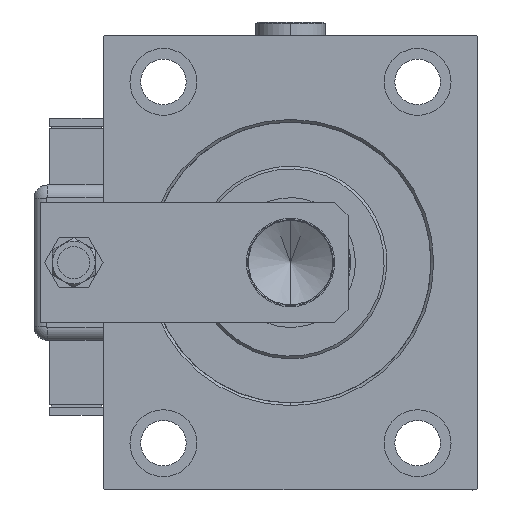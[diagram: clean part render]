
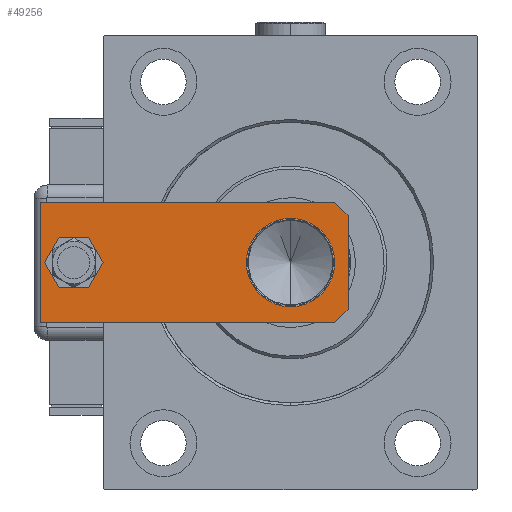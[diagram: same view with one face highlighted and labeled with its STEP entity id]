
A CAD part, left-side view. The second image highlights one B-rep face of the part: STEP entity #49256.
In plain terms, the highlighted face is planar.
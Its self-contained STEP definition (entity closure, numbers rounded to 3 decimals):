
#813 = DIRECTION ( 'NONE',  ( -0.707, -0.707, 0. ) ) ;
#1962 = CARTESIAN_POINT ( 'NONE',  ( 17.5, 0., 0. ) ) ;
#2810 = DIRECTION ( 'NONE',  ( 0., 0., 1. ) ) ;
#2986 = DIRECTION ( 'NONE',  ( 0., 0., 1. ) ) ;
#3427 = PLANE ( 'NONE',  #19779 ) ;
#3458 = EDGE_LOOP ( 'NONE', ( #31419, #38322 ) ) ;
#3872 = DIRECTION ( 'NONE',  ( 0., 0., 1. ) ) ;
#4584 = DIRECTION ( 'NONE',  ( 1., 0., 0. ) ) ;
#4642 = VERTEX_POINT ( 'NONE', #30918 ) ;
#4930 = VERTEX_POINT ( 'NONE', #33959 ) ;
#6257 = VECTOR ( 'NONE', #25891, 1000. ) ;
#6689 = LINE ( 'NONE', #25521, #11966 ) ;
#9219 = FACE_OUTER_BOUND ( 'NONE', #13256, .T. ) ;
#10761 = VERTEX_POINT ( 'NONE', #41840 ) ;
#11647 = CARTESIAN_POINT ( 'NONE',  ( 22.5, 115., 0. ) ) ;
#11652 = AXIS2_PLACEMENT_3D ( 'NONE', #36876, #13396, #32230 ) ;
#11777 = CARTESIAN_POINT ( 'NONE',  ( 0., 102.5, 0. ) ) ;
#11966 = VECTOR ( 'NONE', #54244, 1000. ) ;
#12268 = DIRECTION ( 'NONE',  ( 1., 0., 0. ) ) ;
#13256 = EDGE_LOOP ( 'NONE', ( #52979, #24895, #60477, #22771, #28359, #15575 ) ) ;
#13396 = DIRECTION ( 'NONE',  ( 0., 0., 1. ) ) ;
#14454 = DIRECTION ( 'NONE',  ( 0., 0., 1. ) ) ;
#15048 = FACE_BOUND ( 'NONE', #3458, .T. ) ;
#15527 = CARTESIAN_POINT ( 'NONE',  ( -17.5, 0., 0. ) ) ;
#15575 = ORIENTED_EDGE ( 'NONE', *, *, #24348, .T. ) ;
#15705 = CARTESIAN_POINT ( 'NONE',  ( -22.5, 115., 0. ) ) ;
#16218 = CARTESIAN_POINT ( 'NONE',  ( -16.5, 21.5, 0. ) ) ;
#17609 = CIRCLE ( 'NONE', #11652, 7. ) ;
#18175 = CARTESIAN_POINT ( 'NONE',  ( 16.5, 21.5, 0. ) ) ;
#18685 = VERTEX_POINT ( 'NONE', #23101 ) ;
#18795 = FACE_BOUND ( 'NONE', #30640, .T. ) ;
#19574 = EDGE_CURVE ( 'NONE', #40571, #39140, #6689, .T. ) ;
#19779 = AXIS2_PLACEMENT_3D ( 'NONE', #28061, #14454, #4584 ) ;
#19846 = VERTEX_POINT ( 'NONE', #1962 ) ;
#21421 = AXIS2_PLACEMENT_3D ( 'NONE', #45581, #3872, #32585 ) ;
#21486 = EDGE_CURVE ( 'NONE', #4642, #10761, #35741, .T. ) ;
#22771 = ORIENTED_EDGE ( 'NONE', *, *, #19574, .F. ) ;
#23101 = CARTESIAN_POINT ( 'NONE',  ( 22.5, 5., 0. ) ) ;
#24196 = CARTESIAN_POINT ( 'NONE',  ( -22.5, 115., 0. ) ) ;
#24348 = EDGE_CURVE ( 'NONE', #18685, #19846, #27714, .T. ) ;
#24895 = ORIENTED_EDGE ( 'NONE', *, *, #46169, .T. ) ;
#24966 = EDGE_CURVE ( 'NONE', #39140, #4930, #39189, .T. ) ;
#24975 = LINE ( 'NONE', #42928, #29938 ) ;
#25137 = ORIENTED_EDGE ( 'NONE', *, *, #21486, .T. ) ;
#25521 = CARTESIAN_POINT ( 'NONE',  ( 22.5, 115., 0. ) ) ;
#25859 = CARTESIAN_POINT ( 'NONE',  ( 0., 21.5, 0. ) ) ;
#25891 = DIRECTION ( 'NONE',  ( 0., -1., 0. ) ) ;
#26017 = LINE ( 'NONE', #15527, #60072 ) ;
#26401 = VECTOR ( 'NONE', #45977, 1000. ) ;
#27714 = LINE ( 'NONE', #46868, #45671 ) ;
#28061 = CARTESIAN_POINT ( 'NONE',  ( 0., 0., 0. ) ) ;
#28359 = ORIENTED_EDGE ( 'NONE', *, *, #38649, .F. ) ;
#29657 = AXIS2_PLACEMENT_3D ( 'NONE', #25859, #2986, #12268 ) ;
#29938 = VECTOR ( 'NONE', #34242, 1000. ) ;
#29951 = VERTEX_POINT ( 'NONE', #40477 ) ;
#30640 = EDGE_LOOP ( 'NONE', ( #47795, #25137 ) ) ;
#30918 = CARTESIAN_POINT ( 'NONE',  ( 7., 102.5, 0. ) ) ;
#31419 = ORIENTED_EDGE ( 'NONE', *, *, #37767, .T. ) ;
#32230 = DIRECTION ( 'NONE',  ( 1., 0., 0. ) ) ;
#32585 = DIRECTION ( 'NONE',  ( 1., 0., 0. ) ) ;
#33959 = CARTESIAN_POINT ( 'NONE',  ( -22.5, 5., 0. ) ) ;
#34242 = DIRECTION ( 'NONE',  ( 1., 0., 0. ) ) ;
#35741 = CIRCLE ( 'NONE', #49558, 7. ) ;
#35793 = LINE ( 'NONE', #45060, #26401 ) ;
#36876 = CARTESIAN_POINT ( 'NONE',  ( 0., 102.5, 0. ) ) ;
#37205 = CIRCLE ( 'NONE', #21421, 16.5 ) ;
#37767 = EDGE_CURVE ( 'NONE', #45319, #51155, #37205, .T. ) ;
#38322 = ORIENTED_EDGE ( 'NONE', *, *, #47895, .T. ) ;
#38649 = EDGE_CURVE ( 'NONE', #18685, #40571, #35793, .T. ) ;
#39140 = VERTEX_POINT ( 'NONE', #24196 ) ;
#39189 = LINE ( 'NONE', #15705, #6257 ) ;
#40477 = CARTESIAN_POINT ( 'NONE',  ( -17.5, 0., 0. ) ) ;
#40571 = VERTEX_POINT ( 'NONE', #11647 ) ;
#41840 = CARTESIAN_POINT ( 'NONE',  ( -7., 102.5, 0. ) ) ;
#42928 = CARTESIAN_POINT ( 'NONE',  ( -22.5, 0., 0. ) ) ;
#44462 = CIRCLE ( 'NONE', #29657, 16.5 ) ;
#44536 = DIRECTION ( 'NONE',  ( -0.707, 0.707, 0. ) ) ;
#44784 = EDGE_CURVE ( 'NONE', #10761, #4642, #17609, .T. ) ;
#44833 = DIRECTION ( 'NONE',  ( 1., 0., 0. ) ) ;
#45060 = CARTESIAN_POINT ( 'NONE',  ( 22.5, 0., 0. ) ) ;
#45319 = VERTEX_POINT ( 'NONE', #16218 ) ;
#45581 = CARTESIAN_POINT ( 'NONE',  ( 0., 21.5, 0. ) ) ;
#45671 = VECTOR ( 'NONE', #813, 1000. ) ;
#45977 = DIRECTION ( 'NONE',  ( 0., 1., 0. ) ) ;
#46169 = EDGE_CURVE ( 'NONE', #29951, #4930, #26017, .T. ) ;
#46868 = CARTESIAN_POINT ( 'NONE',  ( 22.5, 5., 0. ) ) ;
#47795 = ORIENTED_EDGE ( 'NONE', *, *, #44784, .T. ) ;
#47895 = EDGE_CURVE ( 'NONE', #51155, #45319, #44462, .T. ) ;
#49256 = ADVANCED_FACE ( 'NONE', ( #9219, #18795, #15048 ), #3427, .F. ) ;
#49558 = AXIS2_PLACEMENT_3D ( 'NONE', #11777, #2810, #44833 ) ;
#51155 = VERTEX_POINT ( 'NONE', #18175 ) ;
#52979 = ORIENTED_EDGE ( 'NONE', *, *, #60205, .F. ) ;
#54244 = DIRECTION ( 'NONE',  ( -1., 0., 0. ) ) ;
#60072 = VECTOR ( 'NONE', #44536, 1000. ) ;
#60205 = EDGE_CURVE ( 'NONE', #29951, #19846, #24975, .T. ) ;
#60477 = ORIENTED_EDGE ( 'NONE', *, *, #24966, .F. ) ;
